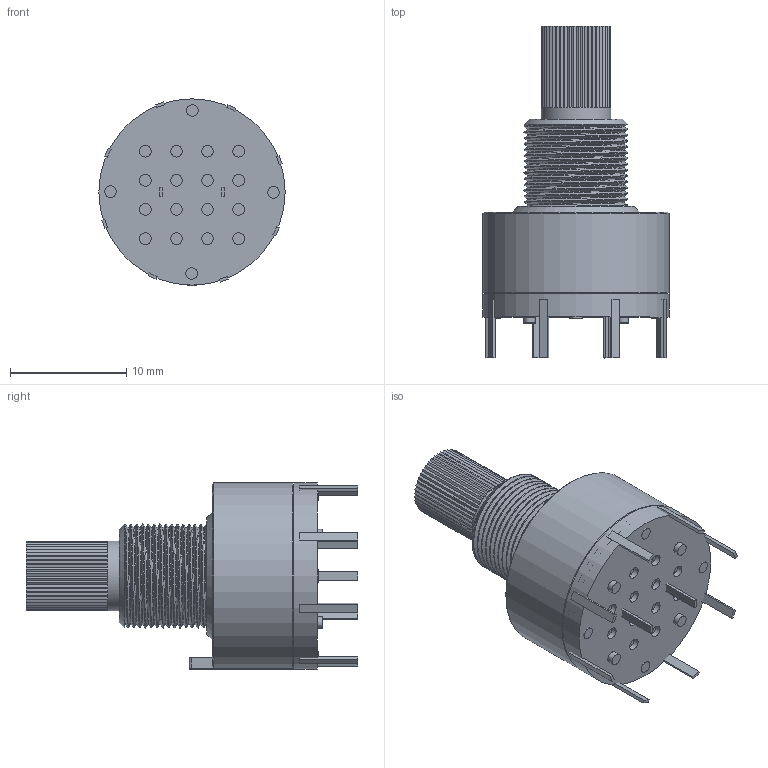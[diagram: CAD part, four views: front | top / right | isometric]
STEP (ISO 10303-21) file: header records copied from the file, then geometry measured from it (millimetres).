
FILE_DESCRIPTION(/* description */ (''),/* implementation_level */ '2;1');
FILE_NAME(/* name */ 'rotary_switch_16mm_3P4T.step',/* time_stamp */ '2020-02-21T23:24:29+11:00',/* author */ (''),/* organization */ (''),/* preprocessor_version */ 'ST-DEVELOPER v18',/* originating_system */ 'Autodesk Translation Framework v8.12.0.6',/* authorisation */ '');
FILE_SCHEMA (('AUTOMOTIVE_DESIGN { 1 0 10303 214 3 1 1 }'));
Length unit declared in the file: millimetre
Products named in the file (4): rotary_switch_16mm_3P4T; body; shaft; legs
Assembly tree (3 placements, depth 2):
  rotary_switch_16mm_3P4T
    body
    shaft
    legs
Bounding box: 16 x 28.5 x 16 mm (x, y, z)
Volume: 2849.1 mm3; surface area: 2866 mm2
Topology: 13 solids, 13 shells, 310 faces, 701 edges, 434 vertices
Faces by surface type: plane 239, cylinder 65, cone 4, bspline 2
Full cylindrical faces by diameter (mm): 1 x20, 6 x2, 8.351 x13, 8.927 x13, 16 x2
Entity records: 10557 total; most frequent: CARTESIAN_POINT 3554, ORIENTED_EDGE 1402, DIRECTION 1392, EDGE_CURVE 701, LINE 508, VECTOR 508, AXIS2_PLACEMENT_3D 442, VERTEX_POINT 434
